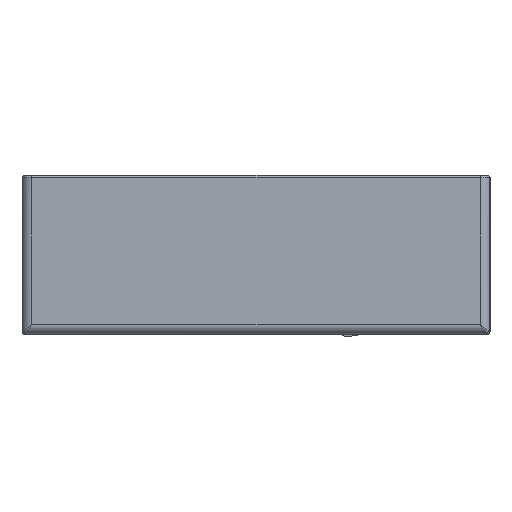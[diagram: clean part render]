
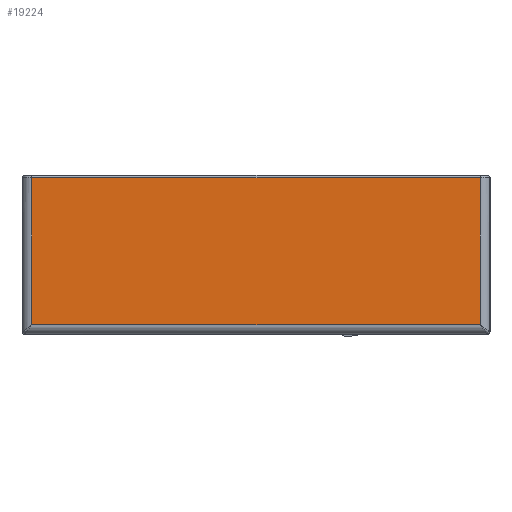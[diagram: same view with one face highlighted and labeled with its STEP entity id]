
A CAD part, left-side view. The second image highlights one B-rep face of the part: STEP entity #19224.
In plain terms, the highlighted planar face has unit normal (-1, 0, 0).
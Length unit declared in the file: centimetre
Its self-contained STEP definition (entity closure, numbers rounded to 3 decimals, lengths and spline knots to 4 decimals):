
#2535=VERTEX_POINT('',#27188);
#2539=VERTEX_POINT('',#27199);
#2548=VERTEX_POINT('',#27236);
#2567=VERTEX_POINT('',#27553);
#4742=VECTOR('',#22349,1.);
#4750=VECTOR('',#22391,1.);
#4774=VECTOR('',#22475,1.);
#4776=VECTOR('',#22479,1.);
#6923=LINE('',#27200,#4742);
#6931=LINE('',#27235,#4750);
#6955=LINE('',#27556,#4774);
#6957=LINE('',#27559,#4776);
#9814=EDGE_CURVE('',#2539,#2535,#6923,.T.);
#9833=EDGE_CURVE('',#2535,#2548,#6931,.T.);
#9877=EDGE_CURVE('',#2548,#2567,#6955,.T.);
#9879=EDGE_CURVE('',#2567,#2539,#6957,.T.);
#15521=ORIENTED_EDGE('',*,*,#9814,.F.);
#15522=ORIENTED_EDGE('',*,*,#9879,.F.);
#15523=ORIENTED_EDGE('',*,*,#9877,.F.);
#15524=ORIENTED_EDGE('',*,*,#9833,.F.);
#17097=EDGE_LOOP('',(#15521,#15522,#15523,#15524));
#18167=FACE_BOUND('',#17097,.T.);
#19224=ADVANCED_FACE('',(#18167),#28491,.T.);
#19749=AXIS2_PLACEMENT_3D('',#27571,#22493,$);
#22349=DIRECTION('',(0.,-1.,0.));
#22391=DIRECTION('',(0.,0.,-1.));
#22475=DIRECTION('',(0.,1.,0.));
#22479=DIRECTION('',(0.,0.,1.));
#22493=DIRECTION('',(-1.,0.,0.));
#27188=CARTESIAN_POINT('',(-22.5,-4.5,3.15));
#27199=CARTESIAN_POINT('',(-22.5,4.5,3.15));
#27200=CARTESIAN_POINT('',(-22.5,-0.12,3.15));
#27235=CARTESIAN_POINT('',(-22.5,-4.5,0.));
#27236=CARTESIAN_POINT('',(-22.5,-4.5,0.2));
#27553=CARTESIAN_POINT('',(-22.5,4.5,0.2));
#27556=CARTESIAN_POINT('',(-22.5,0.,0.2));
#27559=CARTESIAN_POINT('',(-22.5,4.5,0.));
#27571=CARTESIAN_POINT('',(-22.5,0.,0.));
#28491=PLANE('',#19749);
